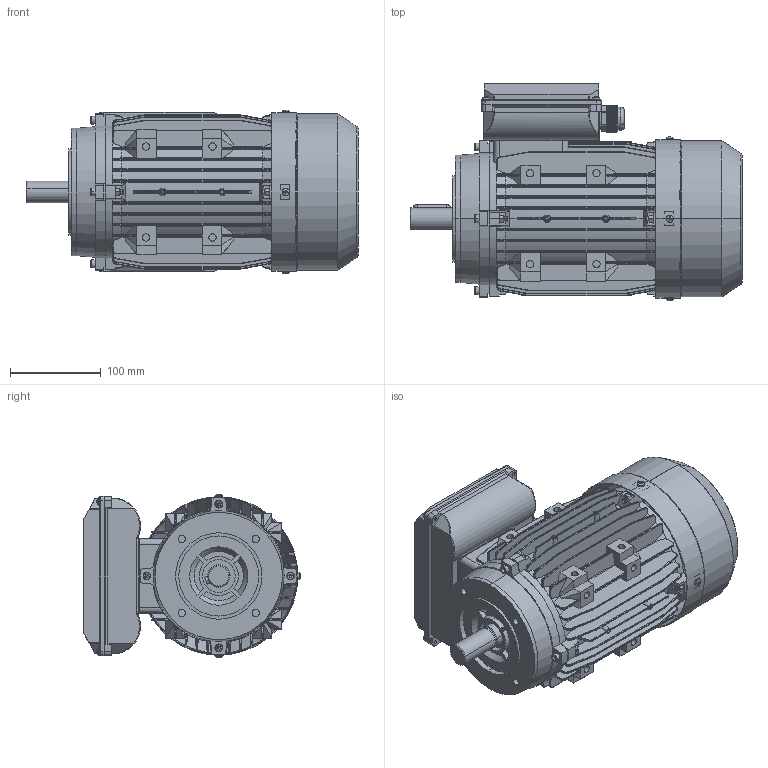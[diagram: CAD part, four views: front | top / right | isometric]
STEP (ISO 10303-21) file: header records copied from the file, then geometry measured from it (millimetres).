
FILE_DESCRIPTION (( 'STEP AP203' ), '1' );
FILE_NAME ('ML90L B14.STEP', '2015-01-12T08:39:12', ( 'USER' ), ( 'MS' ), 'SwSTEP 2.0', 'SolidWorks 2008', '' );
FILE_SCHEMA (( 'CONFIG_CONTROL_DESIGN' ));
Products named in the file (13): 90风罩_默认; 风叶_默认; ML80-ML90接线盒盖(铝)_默认; Cross recessed thread forming screws GB_GB_CROSS_SCREWS_TYPE138 M4X10-N; 90B14前盖_默认; ML90L B14; 90L机壳_默认; 90后盖_默认; 90L转轴_默认; Hexagon socket head cap screws GB_GB_FASTENER_SCREWS_HSHCS M5X30-N; Hexagon nuts grade C GB_GB_FASTENER_NUT_SNC1 M5-N; 80-100出线螺套_默认; ML80-ML90接线盒座(铝)_默认
Assembly tree (33 placements, depth 2):
  ML90L B14
    90后盖_默认
    Cross recessed thread forming screws GB_GB_CROSS_SCREWS_TYPE138 M4X10-N  x8
    Hexagon socket head cap screws GB_GB_FASTENER_SCREWS_HSHCS M5X30-N  x8
    90B14前盖_默认
    80-100出线螺套_默认
    90L转轴_默认
    Hexagon nuts grade C GB_GB_FASTENER_NUT_SNC1 M5-N  x8
    ML80-ML90接线盒座(铝)_默认
    90风罩_默认
    风叶_默认
    ML80-ML90接线盒盖(铝)_默认
    90L机壳_默认
Bounding box: 365 x 239.12 x 180.24 mm (x, y, z)
Volume: 1383013.3 mm3; surface area: 869078.2 mm2
Topology: 33 solids, 33 shells, 3648 faces, 9452 edges, 5909 vertices
Faces by surface type: plane 2052, cylinder 1024, cone 215, sphere 124, bspline 120, torus 113
Entity records: 106307 total; most frequent: CARTESIAN_POINT 27526, ORIENTED_EDGE 16628, DIRECTION 15137, EDGE_CURVE 8314, VERTEX_POINT 5230, VECTOR 5197, LINE 5197, AXIS2_PLACEMENT_3D 4970
